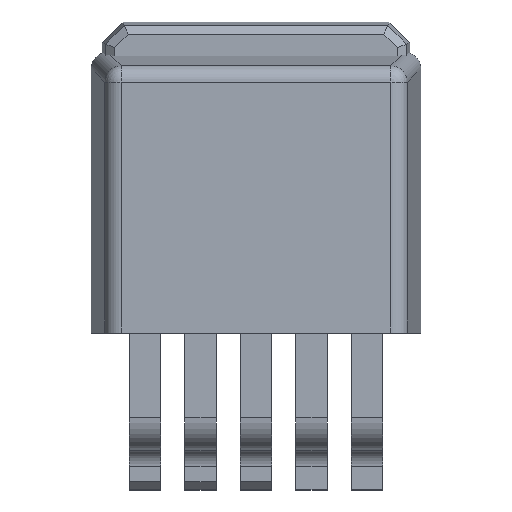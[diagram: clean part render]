
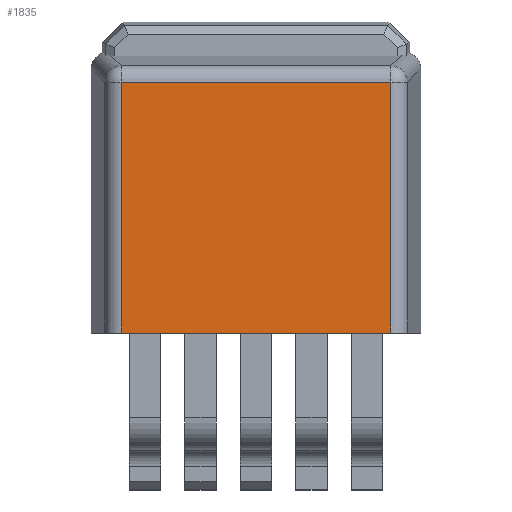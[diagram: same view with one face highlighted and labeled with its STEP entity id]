
A CAD part, top view. The second image highlights one B-rep face of the part: STEP entity #1835.
In plain terms, the highlighted planar face has unit normal (0, 0, 1).
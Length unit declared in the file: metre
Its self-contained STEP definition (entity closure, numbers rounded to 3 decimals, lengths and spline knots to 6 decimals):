
#575=ORIENTED_EDGE('',*,*,#855,.T.);
#576=ORIENTED_EDGE('',*,*,#859,.T.);
#577=ORIENTED_EDGE('',*,*,#860,.T.);
#578=ORIENTED_EDGE('',*,*,#861,.T.);
#855=EDGE_CURVE('',#1035,#1034,#1239,.T.);
#859=EDGE_CURVE('',#1034,#1038,#1242,.F.);
#860=EDGE_CURVE('',#1038,#1039,#1243,.F.);
#861=EDGE_CURVE('',#1039,#1035,#1244,.T.);
#1034=VERTEX_POINT('',#3097);
#1035=VERTEX_POINT('',#3099);
#1038=VERTEX_POINT('',#3107);
#1039=VERTEX_POINT('',#3109);
#1239=LINE('',#3098,#1446);
#1242=LINE('',#3106,#1449);
#1243=LINE('',#3108,#1450);
#1244=LINE('',#3110,#1451);
#1446=VECTOR('',#2555,1.);
#1449=VECTOR('',#2562,1.);
#1450=VECTOR('',#2563,1.);
#1451=VECTOR('',#2564,1.);
#1553=EDGE_LOOP('',(#575,#576,#577,#578));
#1656=FACE_BOUND('',#1553,.T.);
#1739=PLANE('',#2066);
#1835=ADVANCED_FACE('',(#1656),#1739,.T.);
#2066=AXIS2_PLACEMENT_3D('',#3105,#2560,#2561);
#2555=DIRECTION('',(1.,0.,0.));
#2560=DIRECTION('',(0.,0.,1.));
#2561=DIRECTION('',(1.,0.,0.));
#2562=DIRECTION('',(0.,-1.,0.));
#2563=DIRECTION('',(1.,0.,0.));
#2564=DIRECTION('',(0.,-1.,0.));
#3097=CARTESIAN_POINT('',(0.004133,-0.00432,0.004824));
#3098=CARTESIAN_POINT('',(0.,-0.00432,0.004824));
#3099=CARTESIAN_POINT('',(-0.004133,-0.00432,0.004824));
#3105=CARTESIAN_POINT('',(0.,0.,0.004824));
#3106=CARTESIAN_POINT('',(0.004133,0.,0.004824));
#3107=CARTESIAN_POINT('',(0.004133,0.003373,0.004824));
#3108=CARTESIAN_POINT('',(0.,0.003373,0.004824));
#3109=CARTESIAN_POINT('',(-0.004133,0.003373,0.004824));
#3110=CARTESIAN_POINT('',(-0.004133,0.,0.004824));
